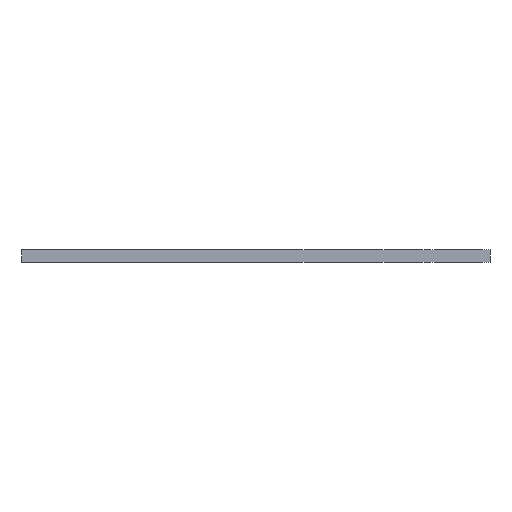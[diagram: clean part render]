
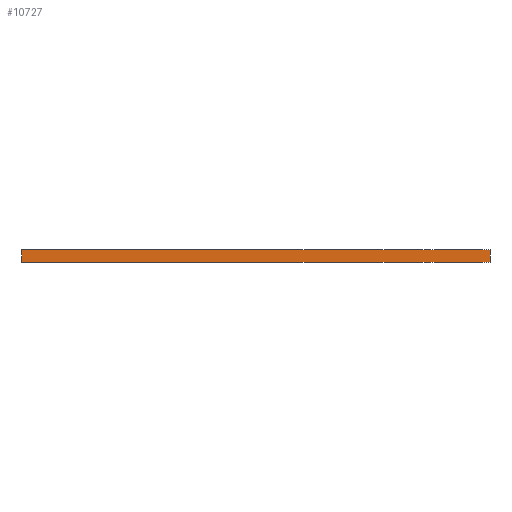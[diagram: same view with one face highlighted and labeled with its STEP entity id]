
A CAD part, front view. The second image highlights one B-rep face of the part: STEP entity #10727.
In plain terms, the highlighted planar face has unit normal (0, -1, 0).
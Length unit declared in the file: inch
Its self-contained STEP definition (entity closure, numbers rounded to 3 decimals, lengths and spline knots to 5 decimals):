
#25=LINE('',#18220,#37);
#26=LINE('',#18223,#38);
#27=LINE('',#18225,#39);
#28=LINE('',#18226,#40);
#37=VECTOR('',#15532,0.06299);
#38=VECTOR('',#15535,2.3);
#39=VECTOR('',#15536,2.3);
#40=VECTOR('',#15537,0.06299);
#45=PLANE('',#12328);
#2175=FACE_OUTER_BOUND('',#3243,.T.);
#3243=EDGE_LOOP('',(#8585,#8586,#8587,#8588));
#6437=VERTEX_POINT('',#18216);
#6438=VERTEX_POINT('',#18218);
#6439=VERTEX_POINT('',#18222);
#6440=VERTEX_POINT('',#18224);
#7509=EDGE_CURVE('',#6437,#6438,#25,.T.);
#7510=EDGE_CURVE('',#6439,#6437,#26,.T.);
#7511=EDGE_CURVE('',#6440,#6438,#27,.T.);
#7512=EDGE_CURVE('',#6439,#6440,#28,.T.);
#8585=ORIENTED_EDGE('',*,*,#7510,.T.);
#8586=ORIENTED_EDGE('',*,*,#7509,.T.);
#8587=ORIENTED_EDGE('',*,*,#7511,.F.);
#8588=ORIENTED_EDGE('',*,*,#7512,.F.);
#10727=ADVANCED_FACE('',(#2175),#45,.T.);
#12328=AXIS2_PLACEMENT_3D('',#18221,#15533,#15534);
#15532=DIRECTION('',(0.,0.,1.));
#15533=DIRECTION('center_axis',(0.,-1.,0.));
#15534=DIRECTION('ref_axis',(1.,0.,0.));
#15535=DIRECTION('',(1.,0.,0.));
#15536=DIRECTION('',(1.,0.,0.));
#15537=DIRECTION('',(0.,0.,1.));
#18216=CARTESIAN_POINT('',(2.15,0.,0.));
#18218=CARTESIAN_POINT('',(2.15,0.,0.06299));
#18220=CARTESIAN_POINT('',(2.15,0.,0.));
#18221=CARTESIAN_POINT('Origin',(-0.15,0.,0.));
#18222=CARTESIAN_POINT('',(-0.15,0.,0.));
#18223=CARTESIAN_POINT('',(-0.15,0.,0.));
#18224=CARTESIAN_POINT('',(-0.15,0.,0.06299));
#18225=CARTESIAN_POINT('',(-0.15,0.,0.06299));
#18226=CARTESIAN_POINT('',(-0.15,0.,0.));
